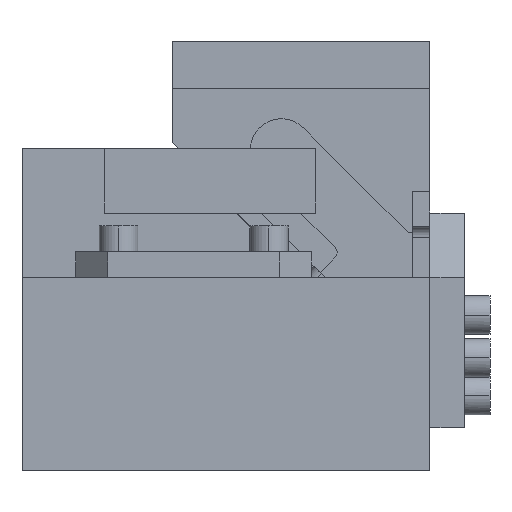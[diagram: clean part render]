
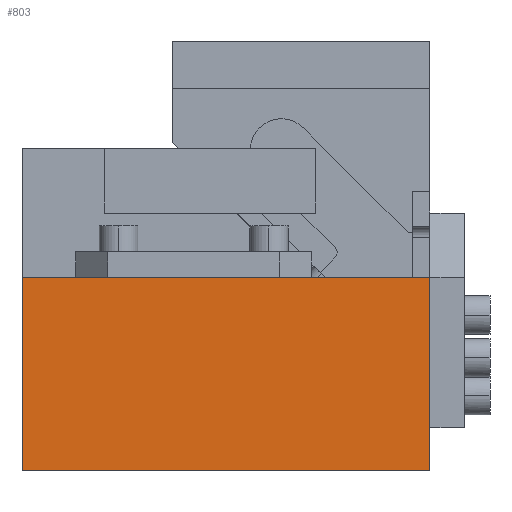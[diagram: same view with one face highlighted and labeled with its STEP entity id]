
A CAD part, left-side view. The second image highlights one B-rep face of the part: STEP entity #803.
In plain terms, the highlighted planar face has unit normal (-1, 0, 0).
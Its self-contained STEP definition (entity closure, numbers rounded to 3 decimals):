
#292=CARTESIAN_POINT('Vertex',(-22.34,867.39,-57.137)) ;
#295=CARTESIAN_POINT('Line Origine',(-22.34,772.39,-57.137)) ;
#299=CARTESIAN_POINT('Vertex',(-22.34,677.39,-57.137)) ;
#451=CARTESIAN_POINT('Vertex',(-22.34,867.39,-147.137)) ;
#467=CARTESIAN_POINT('Vertex',(-22.34,677.39,-147.137)) ;
#470=CARTESIAN_POINT('Line Origine',(-22.34,772.39,-147.137)) ;
#745=CARTESIAN_POINT('Line Origine',(-22.34,867.39,-102.137)) ;
#787=CARTESIAN_POINT('Axis2P3D Location',(-22.34,677.39,-57.137)) ;
#792=CARTESIAN_POINT('Line Origine',(-22.34,677.39,-102.137)) ;
#296=DIRECTION('Vector Direction',(0.,1.,0.)) ;
#471=DIRECTION('Vector Direction',(0.,1.,0.)) ;
#746=DIRECTION('Vector Direction',(0.,0.,1.)) ;
#788=DIRECTION('Axis2P3D Direction',(1.,0.,0.)) ;
#789=DIRECTION('Axis2P3D XDirection',(0.,-1.,0.)) ;
#793=DIRECTION('Vector Direction',(0.,0.,1.)) ;
#790=AXIS2_PLACEMENT_3D('Plane Axis2P3D',#787,#788,#789) ;
#798=ORIENTED_EDGE('',*,*,#796,.T.) ;
#799=ORIENTED_EDGE('',*,*,#301,.T.) ;
#800=ORIENTED_EDGE('',*,*,#749,.F.) ;
#801=ORIENTED_EDGE('',*,*,#474,.F.) ;
#297=VECTOR('Line Direction',#296,1.) ;
#472=VECTOR('Line Direction',#471,1.) ;
#747=VECTOR('Line Direction',#746,1.) ;
#794=VECTOR('Line Direction',#793,1.) ;
#803=ADVANCED_FACE('CAM HOLDER',(#802),#791,.F.) ;
#301=EDGE_CURVE('',#300,#293,#298,.T.) ;
#474=EDGE_CURVE('',#468,#452,#473,.T.) ;
#749=EDGE_CURVE('',#452,#293,#748,.T.) ;
#796=EDGE_CURVE('',#468,#300,#795,.T.) ;
#797=EDGE_LOOP('',(#798,#799,#800,#801)) ;
#802=FACE_OUTER_BOUND('',#797,.T.) ;
#298=LINE('Line',#295,#297) ;
#473=LINE('Line',#470,#472) ;
#748=LINE('Line',#745,#747) ;
#795=LINE('Line',#792,#794) ;
#791=PLANE('Plane',#790) ;
#293=VERTEX_POINT('',#292) ;
#300=VERTEX_POINT('',#299) ;
#452=VERTEX_POINT('',#451) ;
#468=VERTEX_POINT('',#467) ;
